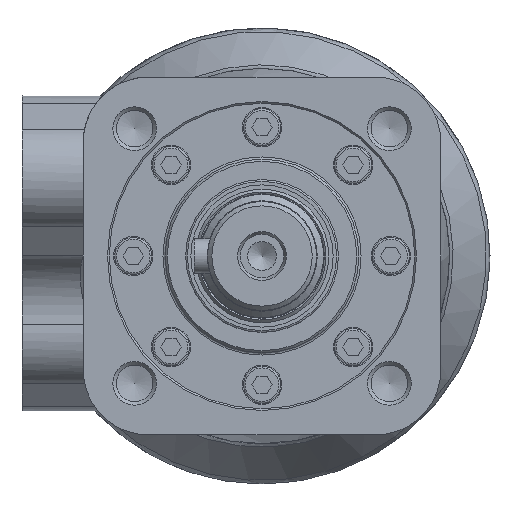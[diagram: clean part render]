
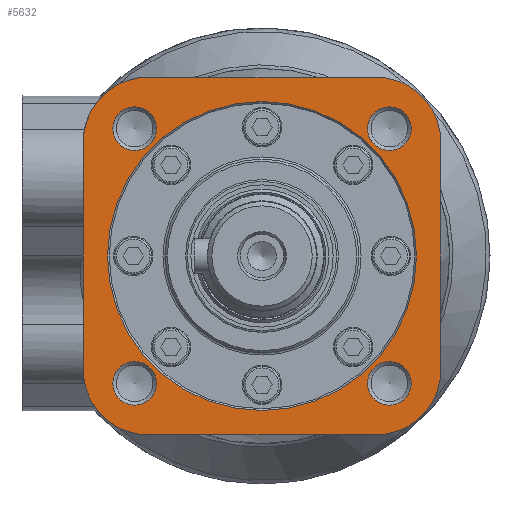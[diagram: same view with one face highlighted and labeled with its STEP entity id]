
A CAD part, left-side view. The second image highlights one B-rep face of the part: STEP entity #5632.
In plain terms, the highlighted planar face has unit normal (-1, 0, 0).
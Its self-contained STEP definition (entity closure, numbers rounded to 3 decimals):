
#569=CIRCLE('',#6284,15.);
#578=CIRCLE('',#6296,15.);
#587=CIRCLE('',#6324,15.);
#589=CIRCLE('',#6328,15.);
#590=CIRCLE('',#6330,5.);
#591=CIRCLE('',#6331,5.);
#592=CIRCLE('',#6332,5.);
#593=CIRCLE('',#6333,5.);
#594=CIRCLE('',#6334,35.4);
#1889=ORIENTED_EDGE('',*,*,#2725,.T.);
#1890=ORIENTED_EDGE('',*,*,#2726,.T.);
#1891=ORIENTED_EDGE('',*,*,#2727,.T.);
#1892=ORIENTED_EDGE('',*,*,#2728,.T.);
#1893=ORIENTED_EDGE('',*,*,#2680,.F.);
#1894=ORIENTED_EDGE('',*,*,#2688,.F.);
#1895=ORIENTED_EDGE('',*,*,#2662,.F.);
#1896=ORIENTED_EDGE('',*,*,#2686,.F.);
#1897=ORIENTED_EDGE('',*,*,#2720,.F.);
#1898=ORIENTED_EDGE('',*,*,#2722,.F.);
#1899=ORIENTED_EDGE('',*,*,#2724,.F.);
#1900=ORIENTED_EDGE('',*,*,#2717,.F.);
#1901=ORIENTED_EDGE('',*,*,#2729,.T.);
#2662=EDGE_CURVE('',#3200,#3201,#569,.T.);
#2680=EDGE_CURVE('',#3216,#3217,#578,.T.);
#2686=EDGE_CURVE('',#3219,#3200,#3606,.T.);
#2688=EDGE_CURVE('',#3201,#3216,#3607,.T.);
#2717=EDGE_CURVE('',#3217,#3241,#3610,.T.);
#2720=EDGE_CURVE('',#3242,#3219,#587,.T.);
#2722=EDGE_CURVE('',#3243,#3242,#3613,.T.);
#2724=EDGE_CURVE('',#3241,#3243,#589,.T.);
#2725=EDGE_CURVE('',#3244,#3244,#590,.T.);
#2726=EDGE_CURVE('',#3245,#3245,#591,.T.);
#2727=EDGE_CURVE('',#3246,#3246,#592,.T.);
#2728=EDGE_CURVE('',#3247,#3247,#593,.T.);
#2729=EDGE_CURVE('',#3248,#3248,#594,.T.);
#3200=VERTEX_POINT('',#9734);
#3201=VERTEX_POINT('',#9736);
#3216=VERTEX_POINT('',#9774);
#3217=VERTEX_POINT('',#9776);
#3219=VERTEX_POINT('',#9790);
#3241=VERTEX_POINT('',#9919);
#3242=VERTEX_POINT('',#9925);
#3243=VERTEX_POINT('',#9929);
#3244=VERTEX_POINT('',#9936);
#3245=VERTEX_POINT('',#9938);
#3246=VERTEX_POINT('',#9940);
#3247=VERTEX_POINT('',#9942);
#3248=VERTEX_POINT('',#9944);
#3606=LINE('',#9791,#3938);
#3607=LINE('',#9794,#3939);
#3610=LINE('',#9921,#3942);
#3613=LINE('',#9930,#3945);
#3938=VECTOR('',#7821,1000.);
#3939=VECTOR('',#7826,1000.);
#3942=VECTOR('',#7869,1000.);
#3945=VECTOR('',#7880,1000.);
#4430=EDGE_LOOP('',(#1889));
#4431=EDGE_LOOP('',(#1890));
#4432=EDGE_LOOP('',(#1891));
#4433=EDGE_LOOP('',(#1892));
#4434=EDGE_LOOP('',(#1893,#1894,#1895,#1896,#1897,#1898,#1899,#1900));
#4435=EDGE_LOOP('',(#1901));
#4985=FACE_BOUND('',#4430,.T.);
#4986=FACE_BOUND('',#4431,.T.);
#4987=FACE_BOUND('',#4432,.T.);
#4988=FACE_BOUND('',#4433,.T.);
#4989=FACE_BOUND('',#4434,.T.);
#4990=FACE_BOUND('',#4435,.T.);
#5286=PLANE('',#6329);
#5632=ADVANCED_FACE('',(#4985,#4986,#4987,#4988,#4989,#4990),#5286,.F.);
#6284=AXIS2_PLACEMENT_3D('',#9735,#7778,#7779);
#6296=AXIS2_PLACEMENT_3D('',#9775,#7810,#7811);
#6324=AXIS2_PLACEMENT_3D('',#9926,#7875,#7876);
#6328=AXIS2_PLACEMENT_3D('',#9933,#7885,#7886);
#6329=AXIS2_PLACEMENT_3D('',#9934,#7887,#7888);
#6330=AXIS2_PLACEMENT_3D('',#9935,#7889,#7890);
#6331=AXIS2_PLACEMENT_3D('',#9937,#7891,#7892);
#6332=AXIS2_PLACEMENT_3D('',#9939,#7893,#7894);
#6333=AXIS2_PLACEMENT_3D('',#9941,#7895,#7896);
#6334=AXIS2_PLACEMENT_3D('',#9943,#7897,#7898);
#7778=DIRECTION('',(1.,0.,0.));
#7779=DIRECTION('',(0.,0.,-1.));
#7810=DIRECTION('',(1.,0.,0.));
#7811=DIRECTION('',(0.,0.,-1.));
#7821=DIRECTION('',(0.,1.,0.));
#7826=DIRECTION('',(0.,0.,1.));
#7869=DIRECTION('',(0.,-1.,0.));
#7875=DIRECTION('',(1.,0.,0.));
#7876=DIRECTION('',(0.,0.,-1.));
#7880=DIRECTION('',(0.,0.,-1.));
#7885=DIRECTION('',(1.,0.,0.));
#7886=DIRECTION('',(0.,0.,-1.));
#7887=DIRECTION('',(1.,0.,0.));
#7888=DIRECTION('',(0.,0.,-1.));
#7889=DIRECTION('',(1.,0.,0.));
#7890=DIRECTION('',(0.,0.,-1.));
#7891=DIRECTION('',(1.,0.,0.));
#7892=DIRECTION('',(0.,0.,-1.));
#7893=DIRECTION('',(1.,0.,0.));
#7894=DIRECTION('',(0.,0.,-1.));
#7895=DIRECTION('',(1.,0.,0.));
#7896=DIRECTION('',(0.,0.,-1.));
#7897=DIRECTION('',(1.,0.,0.));
#7898=DIRECTION('',(0.,0.,-1.));
#9734=CARTESIAN_POINT('',(0.,26.,-41.));
#9735=CARTESIAN_POINT('',(0.,26.,-26.));
#9736=CARTESIAN_POINT('',(0.,41.,-26.));
#9774=CARTESIAN_POINT('',(0.,41.,26.));
#9775=CARTESIAN_POINT('',(0.,26.,26.));
#9776=CARTESIAN_POINT('',(0.,26.,41.));
#9790=CARTESIAN_POINT('',(0.,-26.,-41.));
#9791=CARTESIAN_POINT('',(0.,-26.,-41.));
#9794=CARTESIAN_POINT('',(0.,41.,-26.));
#9919=CARTESIAN_POINT('',(0.,-26.,41.));
#9921=CARTESIAN_POINT('',(0.,26.,41.));
#9925=CARTESIAN_POINT('',(0.,-41.,-26.));
#9926=CARTESIAN_POINT('',(0.,-26.,-26.));
#9929=CARTESIAN_POINT('',(0.,-41.,26.));
#9930=CARTESIAN_POINT('',(0.,-41.,26.));
#9933=CARTESIAN_POINT('',(0.,-26.,26.));
#9934=CARTESIAN_POINT('',(0.,0.,0.));
#9935=CARTESIAN_POINT('',(0.,-29.19,-29.19));
#9936=CARTESIAN_POINT('',(0.,-29.19,-34.19));
#9937=CARTESIAN_POINT('',(0.,29.19,-29.19));
#9938=CARTESIAN_POINT('',(0.,29.19,-34.19));
#9939=CARTESIAN_POINT('',(0.,-29.19,29.19));
#9940=CARTESIAN_POINT('',(0.,-29.19,24.19));
#9941=CARTESIAN_POINT('',(0.,29.19,29.19));
#9942=CARTESIAN_POINT('',(0.,29.19,24.19));
#9943=CARTESIAN_POINT('',(0.,0.,0.));
#9944=CARTESIAN_POINT('',(0.,0.,-35.4));
